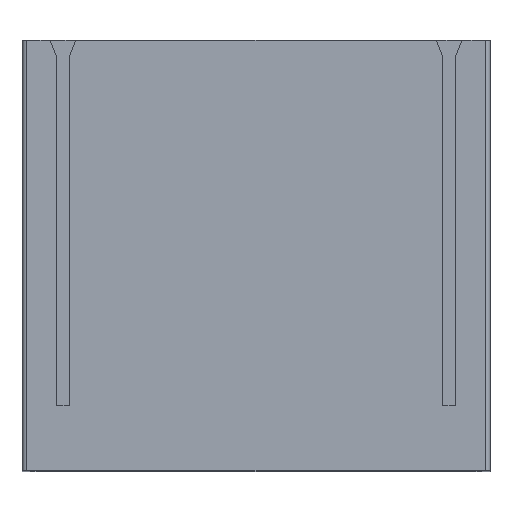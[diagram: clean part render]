
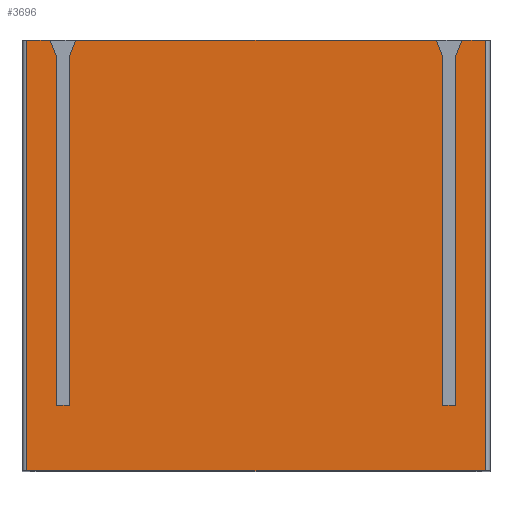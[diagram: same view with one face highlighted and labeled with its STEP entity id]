
A CAD part, top view. The second image highlights one B-rep face of the part: STEP entity #3696.
In plain terms, the highlighted planar face has unit normal (0, 0, 1).
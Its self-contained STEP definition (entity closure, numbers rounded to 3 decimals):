
#47=PLANE('',#3977);
#252=FACE_OUTER_BOUND('',#460,.T.);
#460=EDGE_LOOP('',(#2864,#2865,#2866,#2867,#2868,#2869,#2870,#2871,#2872,
#2873,#2874,#2875,#2876,#2877,#2878,#2879));
#759=LINE('',#5546,#1246);
#765=LINE('',#5558,#1252);
#771=LINE('',#5570,#1258);
#808=LINE('',#5648,#1295);
#810=LINE('',#5652,#1297);
#811=LINE('',#5653,#1298);
#812=LINE('',#5655,#1299);
#813=LINE('',#5657,#1300);
#814=LINE('',#5659,#1301);
#815=LINE('',#5661,#1302);
#816=LINE('',#5662,#1303);
#817=LINE('',#5664,#1304);
#818=LINE('',#5666,#1305);
#819=LINE('',#5668,#1306);
#820=LINE('',#5670,#1307);
#821=LINE('',#5671,#1308);
#1246=VECTOR('',#4486,10.);
#1252=VECTOR('',#4492,10.);
#1258=VECTOR('',#4498,10.);
#1295=VECTOR('',#4549,10.);
#1297=VECTOR('',#4553,10.);
#1298=VECTOR('',#4554,10.);
#1299=VECTOR('',#4555,10.);
#1300=VECTOR('',#4556,10.);
#1301=VECTOR('',#4557,10.);
#1302=VECTOR('',#4558,10.);
#1303=VECTOR('',#4559,10.);
#1304=VECTOR('',#4560,10.);
#1305=VECTOR('',#4561,10.);
#1306=VECTOR('',#4562,10.);
#1307=VECTOR('',#4563,10.);
#1308=VECTOR('',#4564,10.);
#1791=VERTEX_POINT('',#5543);
#1792=VERTEX_POINT('',#5545);
#1797=VERTEX_POINT('',#5555);
#1798=VERTEX_POINT('',#5557);
#1803=VERTEX_POINT('',#5567);
#1804=VERTEX_POINT('',#5569);
#1838=VERTEX_POINT('',#5646);
#1839=VERTEX_POINT('',#5651);
#1840=VERTEX_POINT('',#5654);
#1841=VERTEX_POINT('',#5656);
#1842=VERTEX_POINT('',#5658);
#1843=VERTEX_POINT('',#5660);
#1844=VERTEX_POINT('',#5663);
#1845=VERTEX_POINT('',#5665);
#1846=VERTEX_POINT('',#5667);
#1847=VERTEX_POINT('',#5669);
#2182=EDGE_CURVE('',#1792,#1791,#759,.T.);
#2188=EDGE_CURVE('',#1798,#1797,#765,.T.);
#2194=EDGE_CURVE('',#1804,#1803,#771,.T.);
#2235=EDGE_CURVE('',#1838,#1791,#808,.T.);
#2237=EDGE_CURVE('',#1838,#1839,#810,.T.);
#2238=EDGE_CURVE('',#1804,#1839,#811,.T.);
#2239=EDGE_CURVE('',#1803,#1840,#812,.T.);
#2240=EDGE_CURVE('',#1840,#1841,#813,.T.);
#2241=EDGE_CURVE('',#1841,#1842,#814,.T.);
#2242=EDGE_CURVE('',#1842,#1843,#815,.T.);
#2243=EDGE_CURVE('',#1843,#1798,#816,.T.);
#2244=EDGE_CURVE('',#1797,#1844,#817,.T.);
#2245=EDGE_CURVE('',#1844,#1845,#818,.T.);
#2246=EDGE_CURVE('',#1845,#1846,#819,.T.);
#2247=EDGE_CURVE('',#1846,#1847,#820,.T.);
#2248=EDGE_CURVE('',#1847,#1792,#821,.T.);
#2864=ORIENTED_EDGE('',*,*,#2235,.F.);
#2865=ORIENTED_EDGE('',*,*,#2237,.T.);
#2866=ORIENTED_EDGE('',*,*,#2238,.F.);
#2867=ORIENTED_EDGE('',*,*,#2194,.T.);
#2868=ORIENTED_EDGE('',*,*,#2239,.T.);
#2869=ORIENTED_EDGE('',*,*,#2240,.T.);
#2870=ORIENTED_EDGE('',*,*,#2241,.T.);
#2871=ORIENTED_EDGE('',*,*,#2242,.T.);
#2872=ORIENTED_EDGE('',*,*,#2243,.T.);
#2873=ORIENTED_EDGE('',*,*,#2188,.T.);
#2874=ORIENTED_EDGE('',*,*,#2244,.T.);
#2875=ORIENTED_EDGE('',*,*,#2245,.T.);
#2876=ORIENTED_EDGE('',*,*,#2246,.T.);
#2877=ORIENTED_EDGE('',*,*,#2247,.T.);
#2878=ORIENTED_EDGE('',*,*,#2248,.T.);
#2879=ORIENTED_EDGE('',*,*,#2182,.T.);
#3696=ADVANCED_FACE('',(#252),#47,.T.);
#3977=AXIS2_PLACEMENT_3D('',#5650,#4551,#4552);
#4486=DIRECTION('',(-1.,0.,0.));
#4492=DIRECTION('',(-1.,0.,0.));
#4498=DIRECTION('',(-1.,0.,0.));
#4549=DIRECTION('',(0.,1.,0.));
#4551=DIRECTION('center_axis',(0.,0.,1.));
#4552=DIRECTION('ref_axis',(1.,0.,0.));
#4553=DIRECTION('',(1.,0.,0.));
#4554=DIRECTION('',(0.,-1.,0.));
#4555=DIRECTION('',(-0.371,-0.928,0.));
#4556=DIRECTION('',(0.,-1.,0.));
#4557=DIRECTION('',(-1.,0.,0.));
#4558=DIRECTION('',(0.,1.,0.));
#4559=DIRECTION('',(-0.371,0.928,0.));
#4560=DIRECTION('',(-0.371,-0.928,0.));
#4561=DIRECTION('',(0.,-1.,0.));
#4562=DIRECTION('',(-1.,0.,0.));
#4563=DIRECTION('',(0.,1.,0.));
#4564=DIRECTION('',(-0.371,0.928,0.));
#5543=CARTESIAN_POINT('',(-71.56,67.2,74.64));
#5545=CARTESIAN_POINT('',(-64.274,67.2,74.64));
#5546=CARTESIAN_POINT('',(-73.06,67.2,74.64));
#5555=CARTESIAN_POINT('',(-56.274,67.2,74.64));
#5557=CARTESIAN_POINT('',(56.274,67.2,74.64));
#5558=CARTESIAN_POINT('',(-73.06,67.2,74.64));
#5567=CARTESIAN_POINT('',(64.274,67.2,74.64));
#5569=CARTESIAN_POINT('',(71.56,67.2,74.64));
#5570=CARTESIAN_POINT('',(-73.06,67.2,74.64));
#5646=CARTESIAN_POINT('',(-71.56,-67.2,74.64));
#5648=CARTESIAN_POINT('',(-71.56,33.6,74.64));
#5650=CARTESIAN_POINT('Origin',(0.,0.,
74.64));
#5651=CARTESIAN_POINT('',(71.56,-67.2,74.64));
#5652=CARTESIAN_POINT('',(73.06,-67.2,74.64));
#5653=CARTESIAN_POINT('',(71.56,-33.6,74.64));
#5654=CARTESIAN_POINT('',(62.274,62.2,74.64));
#5655=CARTESIAN_POINT('',(48.256,27.153,74.64));
#5656=CARTESIAN_POINT('',(62.274,-46.8,74.64));
#5657=CARTESIAN_POINT('',(62.274,31.1,74.64));
#5658=CARTESIAN_POINT('',(58.274,-46.8,74.64));
#5659=CARTESIAN_POINT('',(31.137,-46.8,74.64));
#5660=CARTESIAN_POINT('',(58.274,62.2,74.64));
#5661=CARTESIAN_POINT('',(58.274,-23.4,74.64));
#5662=CARTESIAN_POINT('',(64.979,45.436,74.64));
#5663=CARTESIAN_POINT('',(-58.274,62.2,74.64));
#5664=CARTESIAN_POINT('',(-64.979,45.436,74.64));
#5665=CARTESIAN_POINT('',(-58.274,-46.8,74.64));
#5666=CARTESIAN_POINT('',(-58.274,-23.4,74.64));
#5667=CARTESIAN_POINT('',(-62.274,-46.8,74.64));
#5668=CARTESIAN_POINT('',(-31.137,-46.8,74.64));
#5669=CARTESIAN_POINT('',(-62.274,62.2,74.64));
#5670=CARTESIAN_POINT('',(-62.274,31.1,74.64));
#5671=CARTESIAN_POINT('',(-48.256,27.153,74.64));
